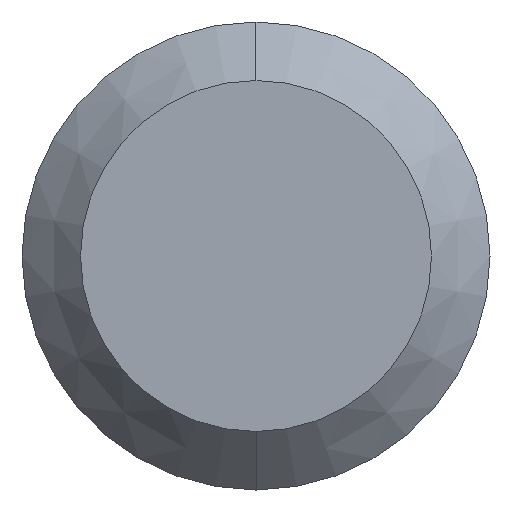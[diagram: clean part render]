
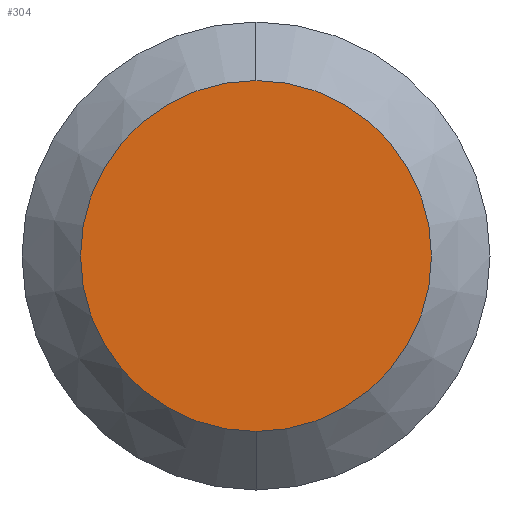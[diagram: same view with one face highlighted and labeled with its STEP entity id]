
A CAD part, left-side view. The second image highlights one B-rep face of the part: STEP entity #304.
In plain terms, the highlighted planar face has unit normal (-1, 0, 0).
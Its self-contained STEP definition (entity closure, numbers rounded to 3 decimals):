
#60 = FACE_OUTER_BOUND ( 'NONE', #201, .T. ) ;
#65 = CARTESIAN_POINT ( 'NONE',  ( 0., 0., 0. ) ) ;
#93 = CARTESIAN_POINT ( 'NONE',  ( 0., 0., -3. ) ) ;
#115 = DIRECTION ( 'NONE',  ( 0., 0., 1. ) ) ;
#130 = CIRCLE ( 'NONE', #654, 3. ) ;
#192 = CARTESIAN_POINT ( 'NONE',  ( 0., 0., 0. ) ) ;
#201 = EDGE_LOOP ( 'NONE', ( #276, #480 ) ) ;
#236 = PLANE ( 'NONE',  #355 ) ;
#245 = DIRECTION ( 'NONE',  ( -1., 0., 0. ) ) ;
#276 = ORIENTED_EDGE ( 'NONE', *, *, #283, .T. ) ;
#283 = EDGE_CURVE ( 'NONE', #588, #725, #488, .T. ) ;
#296 = DIRECTION ( 'NONE',  ( 0., 0., 1. ) ) ;
#304 = ADVANCED_FACE ( 'NONE', ( #60 ), #236, .T. ) ;
#339 = CARTESIAN_POINT ( 'NONE',  ( 0., 0., 3. ) ) ;
#355 = AXIS2_PLACEMENT_3D ( 'NONE', #403, #245, #296 ) ;
#403 = CARTESIAN_POINT ( 'NONE',  ( 0., 0., 0. ) ) ;
#409 = DIRECTION ( 'NONE',  ( -1., 0., 0. ) ) ;
#419 = DIRECTION ( 'NONE',  ( 0., 0., 1. ) ) ;
#480 = ORIENTED_EDGE ( 'NONE', *, *, #497, .T. ) ;
#488 = CIRCLE ( 'NONE', #674, 3. ) ;
#497 = EDGE_CURVE ( 'NONE', #725, #588, #130, .T. ) ;
#584 = DIRECTION ( 'NONE',  ( -1., 0., 0. ) ) ;
#588 = VERTEX_POINT ( 'NONE', #93 ) ;
#654 = AXIS2_PLACEMENT_3D ( 'NONE', #192, #584, #419 ) ;
#674 = AXIS2_PLACEMENT_3D ( 'NONE', #65, #409, #115 ) ;
#725 = VERTEX_POINT ( 'NONE', #339 ) ;
